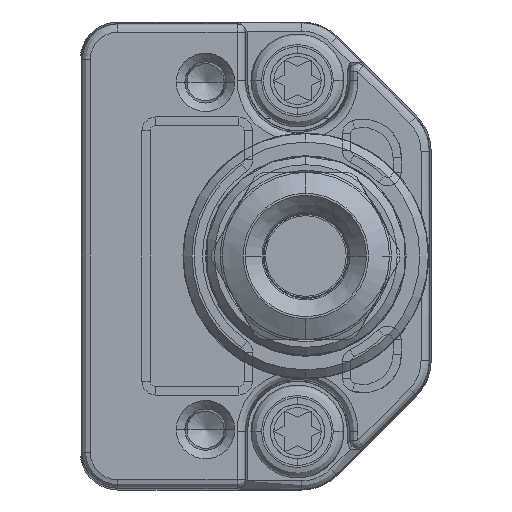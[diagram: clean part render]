
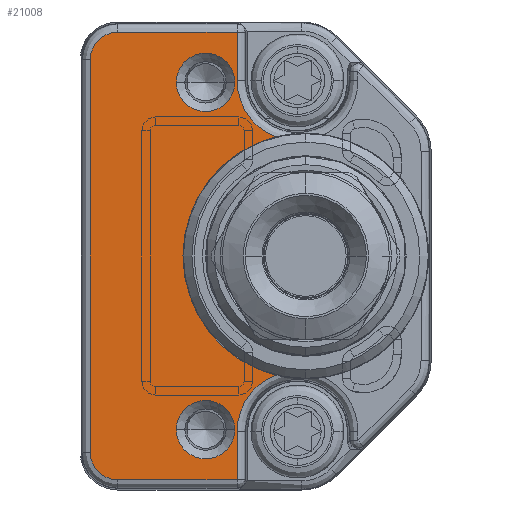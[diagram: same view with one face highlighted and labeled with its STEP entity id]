
A CAD part, left-side view. The second image highlights one B-rep face of the part: STEP entity #21008.
In plain terms, the highlighted planar face has unit normal (-1, 0, 0).
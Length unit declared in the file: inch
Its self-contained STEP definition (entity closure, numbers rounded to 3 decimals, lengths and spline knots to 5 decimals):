
#7557=DIRECTION('',(0.,0.,1.));
#7558=VECTOR('',#7557,0.11399);
#7559=CARTESIAN_POINT('',(-0.49213,0.45723,
-0.52737));
#7560=LINE('',#7559,#7558);
#7561=DIRECTION('',(0.,-1.,0.));
#7562=VECTOR('',#7561,0.28096);
#7563=CARTESIAN_POINT('',(-0.49213,0.73819,
-0.52737));
#7564=LINE('',#7563,#7562);
#7565=CARTESIAN_POINT('',(-0.49213,0.73819,
-0.4626));
#7566=DIRECTION('',(-1.,0.,0.));
#7567=DIRECTION('',(0.,1.,0.));
#7568=AXIS2_PLACEMENT_3D('',#7565,#7566,#7567);
#7570=DIRECTION('',(0.,0.,-1.));
#7571=VECTOR('',#7570,0.9252);
#7572=CARTESIAN_POINT('',(-0.49213,0.80296,
0.4626));
#7573=LINE('',#7572,#7571);
#7574=CARTESIAN_POINT('',(-0.49213,0.73819,
0.4626));
#7575=DIRECTION('',(-1.,0.,0.));
#7576=DIRECTION('',(0.,0.,1.));
#7577=AXIS2_PLACEMENT_3D('',#7574,#7575,#7576);
#7579=DIRECTION('',(0.,1.,0.));
#7580=VECTOR('',#7579,0.28096);
#7581=CARTESIAN_POINT('',(-0.49213,0.45723,
0.52737));
#7582=LINE('',#7581,#7580);
#7583=DIRECTION('',(0.,0.,1.));
#7584=VECTOR('',#7583,0.11399);
#7585=CARTESIAN_POINT('',(-0.49213,0.45723,
0.41339));
#7586=LINE('',#7585,#7584);
#7587=CARTESIAN_POINT('',(-0.49213,0.31496,
0.41339));
#7588=DIRECTION('',(1.,0.,0.));
#7589=DIRECTION('',(0.,0.359,-0.933));
#7590=AXIS2_PLACEMENT_3D('',#7587,#7588,#7589);
#7592=CARTESIAN_POINT('',(-0.49213,0.29528,0.));
#7593=DIRECTION('',(-1.,0.,0.));
#7594=DIRECTION('',(0.,0.244,0.97));
#7595=AXIS2_PLACEMENT_3D('',#7592,#7593,#7594);
#7597=CARTESIAN_POINT('',(-0.49213,0.31496,
-0.41339));
#7598=DIRECTION('',(1.,0.,0.));
#7599=DIRECTION('',(0.,1.,0.));
#7600=AXIS2_PLACEMENT_3D('',#7597,#7598,#7599);
#7602=CARTESIAN_POINT('',(-0.49213,0.5315,
-0.40915));
#7603=DIRECTION('',(1.,0.,0.));
#7604=DIRECTION('',(0.,-1.,0.));
#7605=AXIS2_PLACEMENT_3D('',#7602,#7603,#7604);
#7607=CARTESIAN_POINT('',(-0.49213,0.5315,
-0.40915));
#7608=DIRECTION('',(1.,0.,0.));
#7609=DIRECTION('',(0.,1.,0.));
#7610=AXIS2_PLACEMENT_3D('',#7607,#7608,#7609);
#7612=CARTESIAN_POINT('',(-0.49213,0.5315,
0.40915));
#7613=DIRECTION('',(1.,0.,0.));
#7614=DIRECTION('',(0.,-1.,0.));
#7615=AXIS2_PLACEMENT_3D('',#7612,#7613,#7614);
#7617=CARTESIAN_POINT('',(-0.49213,0.5315,
0.40915));
#7618=DIRECTION('',(1.,0.,0.));
#7619=DIRECTION('',(0.,1.,0.));
#7620=AXIS2_PLACEMENT_3D('',#7617,#7618,#7619);
#10587=CARTESIAN_POINT('',(-0.49213,0.80296,
-0.4626));
#10588=CARTESIAN_POINT('',(-0.49213,0.73819,
-0.52737));
#10589=VERTEX_POINT('',#10587);
#10590=VERTEX_POINT('',#10588);
#10595=CARTESIAN_POINT('',(-0.49213,0.80296,
0.4626));
#10596=VERTEX_POINT('',#10595);
#10599=CARTESIAN_POINT('',(-0.49213,0.73819,
0.52737));
#10600=VERTEX_POINT('',#10599);
#10627=CARTESIAN_POINT('',(-0.49213,0.45723,
-0.52737));
#10628=CARTESIAN_POINT('',(-0.49213,0.45723,
-0.41339));
#10629=VERTEX_POINT('',#10627);
#10630=VERTEX_POINT('',#10628);
#10652=CARTESIAN_POINT('',(-0.49213,0.366,
-0.28059));
#10653=VERTEX_POINT('',#10652);
#10668=CARTESIAN_POINT('',(-0.49213,0.45723,
0.41339));
#10669=CARTESIAN_POINT('',(-0.49213,0.45723,
0.52737));
#10670=VERTEX_POINT('',#10668);
#10671=VERTEX_POINT('',#10669);
#10692=CARTESIAN_POINT('',(-0.49213,0.366,
0.28059));
#10693=VERTEX_POINT('',#10692);
#10736=CARTESIAN_POINT('',(-0.49213,0.4626,
-0.40915));
#10737=CARTESIAN_POINT('',(-0.49213,0.60039,
-0.40915));
#10738=VERTEX_POINT('',#10736);
#10739=VERTEX_POINT('',#10737);
#10744=CARTESIAN_POINT('',(-0.49213,0.4626,
0.40915));
#10745=CARTESIAN_POINT('',(-0.49213,0.60039,
0.40915));
#10746=VERTEX_POINT('',#10744);
#10747=VERTEX_POINT('',#10745);
#20972=CARTESIAN_POINT('',(-0.49213,0.,0.));
#20973=DIRECTION('',(-1.,0.,0.));
#20974=DIRECTION('',(0.,0.,1.));
#20975=AXIS2_PLACEMENT_3D('',#20972,#20973,#20974);
#20976=PLANE('',#20975);
#20978=ORIENTED_EDGE('',*,*,#20977,.F.);
#20980=ORIENTED_EDGE('',*,*,#20979,.F.);
#20982=ORIENTED_EDGE('',*,*,#20981,.F.);
#20984=ORIENTED_EDGE('',*,*,#20983,.F.);
#20986=ORIENTED_EDGE('',*,*,#20985,.F.);
#20988=ORIENTED_EDGE('',*,*,#20987,.F.);
#20989=ORIENTED_EDGE('',*,*,#20963,.F.);
#20990=ORIENTED_EDGE('',*,*,#20921,.F.);
#20991=ORIENTED_EDGE('',*,*,#20878,.T.);
#20993=ORIENTED_EDGE('',*,*,#20992,.F.);
#20994=EDGE_LOOP('',(#20978,#20980,#20982,#20984,#20986,#20988,#20989,#20990,
#20991,#20993));
#20995=FACE_OUTER_BOUND('',#20994,.F.);
#20997=ORIENTED_EDGE('',*,*,#20996,.F.);
#20999=ORIENTED_EDGE('',*,*,#20998,.F.);
#21000=EDGE_LOOP('',(#20997,#20999));
#21001=FACE_BOUND('',#21000,.F.);
#21003=ORIENTED_EDGE('',*,*,#21002,.F.);
#21005=ORIENTED_EDGE('',*,*,#21004,.F.);
#21006=EDGE_LOOP('',(#21003,#21005));
#21007=FACE_BOUND('',#21006,.F.);
#21008=ADVANCED_FACE('',(#20995,#21001,#21007),#20976,.T.);
#7569=CIRCLE('',#7568,0.06477);
#7578=CIRCLE('',#7577,0.06477);
#7591=CIRCLE('',#7590,0.14227);
#7596=CIRCLE('',#7595,0.28937);
#7601=CIRCLE('',#7600,0.14227);
#7606=CIRCLE('',#7605,0.0689);
#7611=CIRCLE('',#7610,0.0689);
#7616=CIRCLE('',#7615,0.0689);
#7621=CIRCLE('',#7620,0.0689);
#20878=EDGE_CURVE('',#10693,#10653,#7596,.T.);
#20921=EDGE_CURVE('',#10693,#10670,#7591,.T.);
#20963=EDGE_CURVE('',#10670,#10671,#7586,.T.);
#20977=EDGE_CURVE('',#10629,#10630,#7560,.T.);
#20979=EDGE_CURVE('',#10590,#10629,#7564,.T.);
#20981=EDGE_CURVE('',#10589,#10590,#7569,.T.);
#20983=EDGE_CURVE('',#10596,#10589,#7573,.T.);
#20985=EDGE_CURVE('',#10600,#10596,#7578,.T.);
#20987=EDGE_CURVE('',#10671,#10600,#7582,.T.);
#20992=EDGE_CURVE('',#10630,#10653,#7601,.T.);
#20996=EDGE_CURVE('',#10738,#10739,#7606,.T.);
#20998=EDGE_CURVE('',#10739,#10738,#7611,.T.);
#21002=EDGE_CURVE('',#10746,#10747,#7616,.T.);
#21004=EDGE_CURVE('',#10747,#10746,#7621,.T.);
